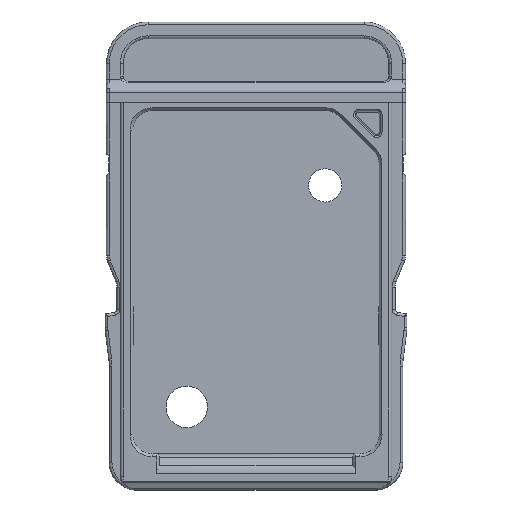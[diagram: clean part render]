
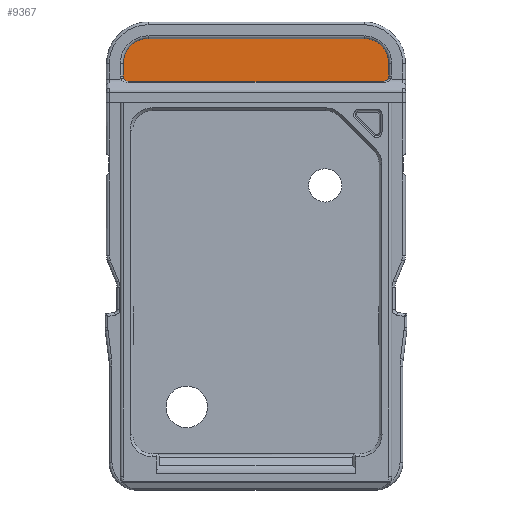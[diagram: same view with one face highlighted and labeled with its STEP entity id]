
A CAD part, front view. The second image highlights one B-rep face of the part: STEP entity #9367.
In plain terms, the highlighted planar face has unit normal (0, -1, 0).
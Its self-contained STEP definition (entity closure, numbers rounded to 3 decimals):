
#452 = VERTEX_POINT ( 'NONE', #5545 ) ;
#506 = EDGE_CURVE ( 'NONE', #15294, #10942, #8315, .T. ) ;
#637 = LINE ( 'NONE', #2434, #1066 ) ;
#959 = VECTOR ( 'NONE', #1348, 1000. ) ;
#969 = EDGE_CURVE ( 'NONE', #3352, #11506, #14076, .T. ) ;
#1036 = AXIS2_PLACEMENT_3D ( 'NONE', #15647, #17000, #8847 ) ;
#1066 = VECTOR ( 'NONE', #3837, 1000. ) ;
#1348 = DIRECTION ( 'NONE',  ( 1., 0., 0. ) ) ;
#1423 = EDGE_CURVE ( 'NONE', #3352, #6709, #5481, .T. ) ;
#1846 = DIRECTION ( 'NONE',  ( 1., 0., 0. ) ) ;
#2434 = CARTESIAN_POINT ( 'NONE',  ( 3.9, 0.81, 2.32 ) ) ;
#2946 = AXIS2_PLACEMENT_3D ( 'NONE', #13059, #4867, #14438 ) ;
#3001 = AXIS2_PLACEMENT_3D ( 'NONE', #4829, #12425, #3250 ) ;
#3250 = DIRECTION ( 'NONE',  ( 0., 0., -1. ) ) ;
#3332 = CARTESIAN_POINT ( 'NONE',  ( -3.9, 0.81, 2.32 ) ) ;
#3352 = VERTEX_POINT ( 'NONE', #10516 ) ;
#3452 = EDGE_LOOP ( 'NONE', ( #9380, #3919, #4926, #11946, #17648, #13726, #7906, #10580 ) ) ;
#3837 = DIRECTION ( 'NONE',  ( -1., 0., 0. ) ) ;
#3919 = ORIENTED_EDGE ( 'NONE', *, *, #1423, .F. ) ;
#4021 = CARTESIAN_POINT ( 'NONE',  ( 4.8, 0.81, 0.97 ) ) ;
#4557 = DIRECTION ( 'NONE',  ( 0., 1., 0. ) ) ;
#4829 = CARTESIAN_POINT ( 'NONE',  ( -4.6, 0.81, 0.97 ) ) ;
#4867 = DIRECTION ( 'NONE',  ( 0., 1., 0. ) ) ;
#4926 = ORIENTED_EDGE ( 'NONE', *, *, #969, .T. ) ;
#5452 = EDGE_CURVE ( 'NONE', #452, #10942, #7444, .T. ) ;
#5481 = CIRCLE ( 'NONE', #14824, 0.2 ) ;
#5534 = EDGE_CURVE ( 'NONE', #8724, #11506, #9336, .T. ) ;
#5545 = CARTESIAN_POINT ( 'NONE',  ( -4.8, 0.81, 1.42 ) ) ;
#5943 = VECTOR ( 'NONE', #13574, 1000. ) ;
#5979 = PLANE ( 'NONE',  #1036 ) ;
#6140 = VECTOR ( 'NONE', #10117, 1000. ) ;
#6353 = CIRCLE ( 'NONE', #12144, 0.9 ) ;
#6709 = VERTEX_POINT ( 'NONE', #14367 ) ;
#6856 = EDGE_CURVE ( 'NONE', #8724, #15785, #637, .T. ) ;
#7369 = CARTESIAN_POINT ( 'NONE',  ( 3.9, 0.81, 2.32 ) ) ;
#7444 = LINE ( 'NONE', #11496, #6140 ) ;
#7906 = ORIENTED_EDGE ( 'NONE', *, *, #5452, .T. ) ;
#8315 = CIRCLE ( 'NONE', #3001, 0.2 ) ;
#8591 = LINE ( 'NONE', #17727, #959 ) ;
#8668 = EDGE_CURVE ( 'NONE', #452, #15785, #6353, .T. ) ;
#8724 = VERTEX_POINT ( 'NONE', #7369 ) ;
#8847 = DIRECTION ( 'NONE',  ( 1., 0., 0. ) ) ;
#9336 = CIRCLE ( 'NONE', #2946, 0.9 ) ;
#9367 = ADVANCED_FACE ( 'NONE', ( #9719 ), #5979, .F. ) ;
#9380 = ORIENTED_EDGE ( 'NONE', *, *, #13182, .T. ) ;
#9719 = FACE_OUTER_BOUND ( 'NONE', #3452, .T. ) ;
#10104 = CARTESIAN_POINT ( 'NONE',  ( -4.8, 0.81, 0.97 ) ) ;
#10117 = DIRECTION ( 'NONE',  ( 0., 0., -1. ) ) ;
#10516 = CARTESIAN_POINT ( 'NONE',  ( 4.8, 0.81, 0.97 ) ) ;
#10580 = ORIENTED_EDGE ( 'NONE', *, *, #506, .F. ) ;
#10942 = VERTEX_POINT ( 'NONE', #10104 ) ;
#11496 = CARTESIAN_POINT ( 'NONE',  ( -4.8, 0.81, 1.42 ) ) ;
#11506 = VERTEX_POINT ( 'NONE', #12637 ) ;
#11946 = ORIENTED_EDGE ( 'NONE', *, *, #5534, .F. ) ;
#12144 = AXIS2_PLACEMENT_3D ( 'NONE', #12740, #4557, #14125 ) ;
#12425 = DIRECTION ( 'NONE',  ( 0., 1., 0. ) ) ;
#12637 = CARTESIAN_POINT ( 'NONE',  ( 4.8, 0.81, 1.42 ) ) ;
#12740 = CARTESIAN_POINT ( 'NONE',  ( -3.9, 0.81, 1.42 ) ) ;
#13059 = CARTESIAN_POINT ( 'NONE',  ( 3.9, 0.81, 1.42 ) ) ;
#13182 = EDGE_CURVE ( 'NONE', #15294, #6709, #8591, .T. ) ;
#13574 = DIRECTION ( 'NONE',  ( 0., 0., 1. ) ) ;
#13726 = ORIENTED_EDGE ( 'NONE', *, *, #8668, .F. ) ;
#14076 = LINE ( 'NONE', #4021, #5943 ) ;
#14125 = DIRECTION ( 'NONE',  ( -1., 0., 0. ) ) ;
#14367 = CARTESIAN_POINT ( 'NONE',  ( 4.6, 0.81, 0.77 ) ) ;
#14438 = DIRECTION ( 'NONE',  ( 0., 0., 1. ) ) ;
#14824 = AXIS2_PLACEMENT_3D ( 'NONE', #16726, #16665, #1846 ) ;
#15294 = VERTEX_POINT ( 'NONE', #15735 ) ;
#15647 = CARTESIAN_POINT ( 'NONE',  ( 5.4, 0.81, 1.02 ) ) ;
#15735 = CARTESIAN_POINT ( 'NONE',  ( -4.6, 0.81, 0.77 ) ) ;
#15785 = VERTEX_POINT ( 'NONE', #3332 ) ;
#16665 = DIRECTION ( 'NONE',  ( 0., 1., 0. ) ) ;
#16726 = CARTESIAN_POINT ( 'NONE',  ( 4.6, 0.81, 0.97 ) ) ;
#17000 = DIRECTION ( 'NONE',  ( 0., 1., 0. ) ) ;
#17648 = ORIENTED_EDGE ( 'NONE', *, *, #6856, .T. ) ;
#17727 = CARTESIAN_POINT ( 'NONE',  ( -4.6, 0.81, 0.77 ) ) ;
